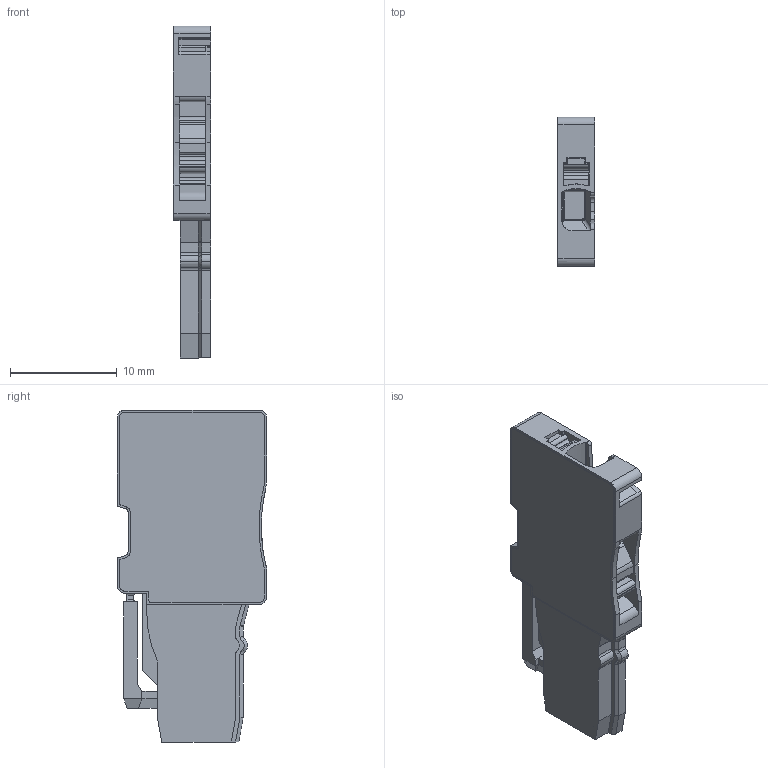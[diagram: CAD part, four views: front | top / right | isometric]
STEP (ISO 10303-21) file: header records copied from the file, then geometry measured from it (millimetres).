
FILE_DESCRIPTION(('CATIA V5 STEP Exchange','CAx-IF Rec.Pracs.--- Model Styling and Organization---1.4--- 2014-01-23'),'2;1');
FILE_NAME ('106176-1_2', '2021-11-29T08:27:55+00:00', ('none'), ('Weidmueller'), 'CATIA Version 5-6 Release 2016 SP3 HF44', 'CATIA V5 STEP AP214', 'none');
FILE_SCHEMA(('AUTOMOTIVE_DESIGN { 1 0 10303 214 1 1 1 1 }'));
Length unit declared in the file: millimetre
Products named in the file (1): 2482340000
Bounding box: 3.5 x 14 x 31.15 mm (x, y, z)
Volume: 990.4 mm3; surface area: 1665.1 mm2
Topology: 3 solids, 10 shells, 634 faces, 1753 edges, 1146 vertices
Faces by surface type: plane 294, cylinder 253, bspline 52, cone 32, extrusion 3
Entity records: 22450 total; most frequent: CARTESIAN_POINT 6930, ORIENTED_EDGE 3506, DIRECTION 2452, EDGE_CURVE 1753, VERTEX_POINT 1146, VECTOR 1053, LINE 1050, AXIS2_PLACEMENT_3D 853
